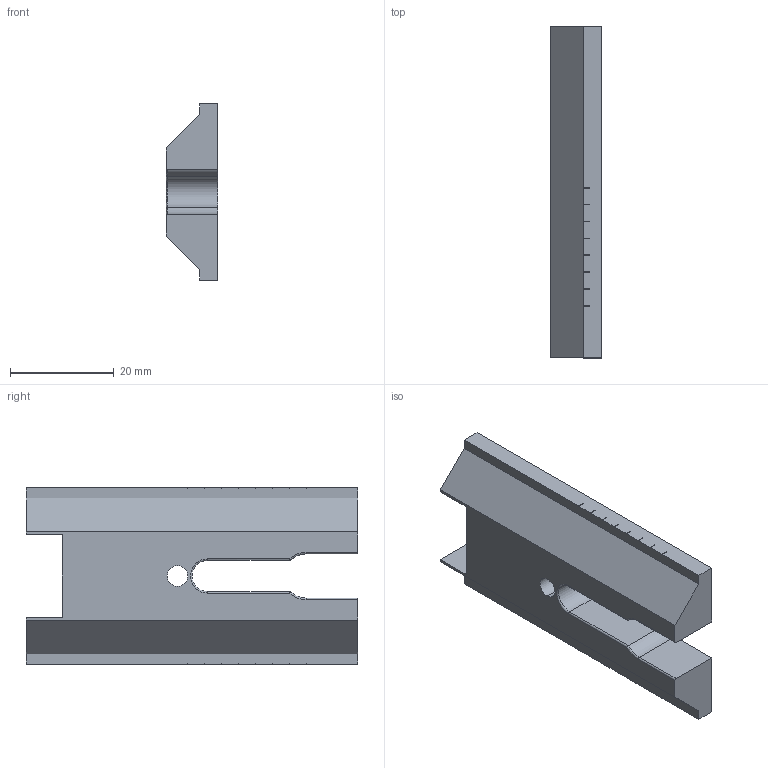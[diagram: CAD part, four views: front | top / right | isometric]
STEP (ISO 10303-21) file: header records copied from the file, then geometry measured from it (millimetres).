
FILE_DESCRIPTION (( 'STEP AP214' ), '1' );
FILE_NAME ('wide side plate 4p.STEP', '2023-08-18T03:10:26', ( '' ), ( '' ), 'SwSTEP 2.0', 'SolidWorks 2019', '' );
FILE_SCHEMA (( 'AUTOMOTIVE_DESIGN' ));
Length unit declared in the file: millimetre
Products named in the file (1): wide side plate 4p
Bounding box: 10 x 64 x 34 mm (x, y, z)
Volume: 13862.3 mm3; surface area: 6014.4 mm2
Topology: 1 solids, 1 shells, 87 faces, 245 edges, 158 vertices
Faces by surface type: plane 67, cylinder 13, cone 4, torus 3
Entity records: 3354 total; most frequent: CARTESIAN_POINT 497, ORIENTED_EDGE 482, DIRECTION 442, EDGE_CURVE 241, LINE 212, VECTOR 212, VERTEX_POINT 158, AXIS2_PLACEMENT_3D 115
